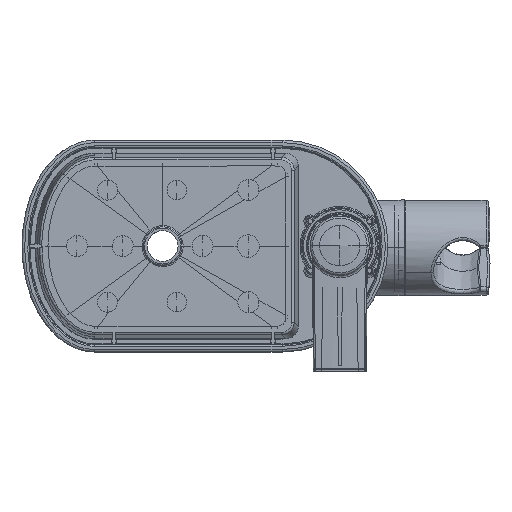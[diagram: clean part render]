
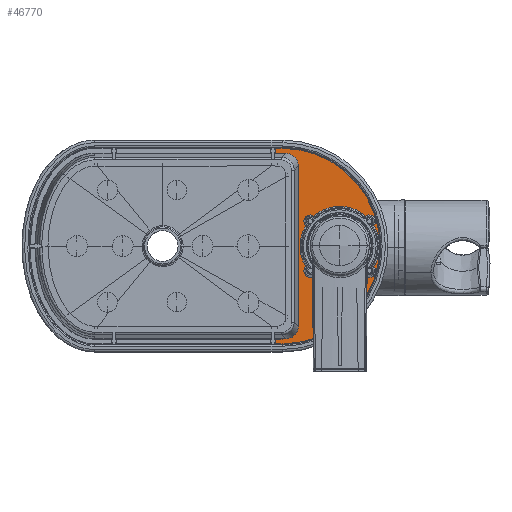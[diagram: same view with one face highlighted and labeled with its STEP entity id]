
A CAD part, top view. The second image highlights one B-rep face of the part: STEP entity #46770.
In plain terms, the highlighted planar face has unit normal (0, 0, 1).
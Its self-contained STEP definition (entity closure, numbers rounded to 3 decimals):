
#20514=CARTESIAN_POINT('',(-15.,-26.,-59.7));
#20515=DIRECTION('',(0.,0.,1.));
#20516=DIRECTION('',(0.5,-0.866,0.));
#20517=AXIS2_PLACEMENT_3D('',#20514,#20515,#20516);
#20519=DIRECTION('',(1.,0.,0.));
#20520=VECTOR('',#20519,4.397);
#20521=CARTESIAN_POINT('',(-14.468,-25.153,-59.7));
#20522=LINE('',#20521,#20520);
#20523=DIRECTION('',(0.,1.,0.));
#20524=VECTOR('',#20523,62.459);
#20525=CARTESIAN_POINT('',(-5.147,-20.229,-59.7));
#20526=LINE('',#20525,#20524);
#20527=DIRECTION('',(-1.,0.,0.));
#20528=VECTOR('',#20527,4.397);
#20529=CARTESIAN_POINT('',(-10.071,47.153,-59.7));
#20530=LINE('',#20529,#20528);
#20531=CARTESIAN_POINT('',(-15.,48.,-59.7));
#20532=DIRECTION('',(0.,0.,1.));
#20533=DIRECTION('',(0.532,-0.847,0.));
#20534=AXIS2_PLACEMENT_3D('',#20531,#20532,#20533);
#20536=DIRECTION('',(0.,1.,0.));
#20537=VECTOR('',#20536,0.219);
#20538=CARTESIAN_POINT('',(-14.5,48.866,-59.7));
#20539=LINE('',#20538,#20537);
#20540=CARTESIAN_POINT('',(-11.5,11.,-59.7));
#20541=DIRECTION('',(0.,0.,-1.));
#20542=DIRECTION('',(0.,1.,0.));
#20543=AXIS2_PLACEMENT_3D('',#20540,#20541,#20542);
#20545=CARTESIAN_POINT('',(11.,11.,-59.7));
#20546=DIRECTION('',(0.,0.,1.));
#20547=DIRECTION('',(-0.654,-0.757,0.));
#20548=AXIS2_PLACEMENT_3D('',#20545,#20546,#20547);
#20550=CARTESIAN_POINT('',(22.491,1.358,-59.7));
#20551=DIRECTION('',(0.,0.,1.));
#20552=DIRECTION('',(-0.548,-0.836,0.));
#20553=AXIS2_PLACEMENT_3D('',#20550,#20551,#20552);
#20555=CARTESIAN_POINT('',(11.,11.,-59.7));
#20556=DIRECTION('',(0.,0.,1.));
#20557=DIRECTION('',(0.859,-0.512,0.));
#20558=AXIS2_PLACEMENT_3D('',#20555,#20556,#20557);
#20560=CARTESIAN_POINT('',(22.491,20.642,-59.7));
#20561=DIRECTION('',(0.,0.,1.));
#20562=DIRECTION('',(0.729,-0.685,0.));
#20563=AXIS2_PLACEMENT_3D('',#20560,#20561,#20562);
#20565=CARTESIAN_POINT('',(11.,11.,-59.7));
#20566=DIRECTION('',(0.,0.,1.));
#20567=DIRECTION('',(0.654,0.757,0.));
#20568=AXIS2_PLACEMENT_3D('',#20565,#20566,#20567);
#20570=CARTESIAN_POINT('',(-0.491,20.642,-59.7));
#20571=DIRECTION('',(0.,0.,1.));
#20572=DIRECTION('',(0.548,0.836,0.));
#20573=AXIS2_PLACEMENT_3D('',#20570,#20571,#20572);
#20575=CARTESIAN_POINT('',(11.,11.,-59.7));
#20576=DIRECTION('',(0.,0.,1.));
#20577=DIRECTION('',(-0.859,0.512,0.));
#20578=AXIS2_PLACEMENT_3D('',#20575,#20576,#20577);
#20580=CARTESIAN_POINT('',(-0.491,1.358,-59.7));
#20581=DIRECTION('',(0.,0.,1.));
#20582=DIRECTION('',(-0.729,0.685,0.));
#20583=AXIS2_PLACEMENT_3D('',#20580,#20581,#20582);
#20585=DIRECTION('',(0.,-1.,0.));
#20586=VECTOR('',#20585,0.219);
#20587=CARTESIAN_POINT('',(-14.5,-26.866,-59.7));
#20588=LINE('',#20587,#20586);
#20606=DIRECTION('',(1.,0.,0.));
#20607=VECTOR('',#20606,3.);
#20608=CARTESIAN_POINT('',(-14.5,-27.085,-59.7));
#20609=LINE('',#20608,#20607);
#20610=CARTESIAN_POINT('',(-11.5,11.,-59.7));
#20611=DIRECTION('',(0.,0.,1.));
#20612=DIRECTION('',(0.,-1.,0.));
#20613=AXIS2_PLACEMENT_3D('',#20610,#20611,#20612);
#20644=DIRECTION('',(-1.,0.,0.));
#20645=VECTOR('',#20644,3.);
#20646=CARTESIAN_POINT('',(-11.5,49.085,-59.7));
#20647=LINE('',#20646,#20645);
#21115=CARTESIAN_POINT('',(-10.071,47.153,-59.7));
#21116=CARTESIAN_POINT('',(-9.66,47.153,-59.7));
#21117=CARTESIAN_POINT('',(-8.934,47.059,-59.7));
#21118=CARTESIAN_POINT('',(-8.017,46.745,-59.7));
#21119=CARTESIAN_POINT('',(-7.232,46.299,-59.7));
#21120=CARTESIAN_POINT('',(-6.562,45.738,-59.7));
#21121=CARTESIAN_POINT('',(-6.001,45.068,-59.7));
#21122=CARTESIAN_POINT('',(-5.555,44.283,-59.7));
#21123=CARTESIAN_POINT('',(-5.241,43.366,-59.7));
#21124=CARTESIAN_POINT('',(-5.147,42.64,-59.7));
#21125=CARTESIAN_POINT('',(-5.147,42.229,-59.7));
#21166=CARTESIAN_POINT('',(-5.147,-20.229,-59.7));
#21167=CARTESIAN_POINT('',(-5.147,-20.64,-59.7));
#21168=CARTESIAN_POINT('',(-5.241,-21.366,-59.7));
#21169=CARTESIAN_POINT('',(-5.555,-22.283,-59.7));
#21170=CARTESIAN_POINT('',(-6.001,-23.068,-59.7));
#21171=CARTESIAN_POINT('',(-6.562,-23.738,-59.7));
#21172=CARTESIAN_POINT('',(-7.232,-24.299,-59.7));
#21173=CARTESIAN_POINT('',(-8.017,-24.745,-59.7));
#21174=CARTESIAN_POINT('',(-8.934,-25.059,-59.7));
#21175=CARTESIAN_POINT('',(-9.66,-25.153,-59.7));
#21176=CARTESIAN_POINT('',(-10.071,-25.153,-59.7));
#23057=CARTESIAN_POINT('',(0.872,22.722,-59.7));
#23058=CARTESIAN_POINT('',(-2.303,18.938,-59.7));
#23059=VERTEX_POINT('',#23057);
#23060=VERTEX_POINT('',#23058);
#23117=CARTESIAN_POINT('',(-14.5,-26.866,-59.7));
#23118=CARTESIAN_POINT('',(-14.5,-27.085,-59.7));
#23119=VERTEX_POINT('',#23117);
#23120=VERTEX_POINT('',#23118);
#23121=CARTESIAN_POINT('',(-14.468,-25.153,-59.7));
#23122=VERTEX_POINT('',#23121);
#23123=CARTESIAN_POINT('',(-10.071,-25.153,-59.7));
#23124=VERTEX_POINT('',#23123);
#23125=VERTEX_POINT('',#21166);
#23126=CARTESIAN_POINT('',(-5.147,42.229,-59.7));
#23127=VERTEX_POINT('',#23126);
#23128=VERTEX_POINT('',#21115);
#23129=CARTESIAN_POINT('',(-14.468,47.153,-59.7));
#23130=VERTEX_POINT('',#23129);
#23131=CARTESIAN_POINT('',(-14.5,48.866,-59.7));
#23132=VERTEX_POINT('',#23131);
#23133=CARTESIAN_POINT('',(-14.5,49.085,-59.7));
#23134=VERTEX_POINT('',#23133);
#23135=CARTESIAN_POINT('',(-11.5,49.085,-59.7));
#23136=VERTEX_POINT('',#23135);
#23137=CARTESIAN_POINT('',(-11.132,-27.083,-59.7));
#23138=VERTEX_POINT('',#23137);
#23139=CARTESIAN_POINT('',(-11.5,-27.085,-59.7));
#23140=VERTEX_POINT('',#23139);
#23141=CARTESIAN_POINT('',(0.872,-0.722,-59.7));
#23142=CARTESIAN_POINT('',(21.128,-0.722,-59.7));
#23143=VERTEX_POINT('',#23141);
#23144=VERTEX_POINT('',#23142);
#23145=CARTESIAN_POINT('',(24.303,3.062,-59.7));
#23146=VERTEX_POINT('',#23145);
#23147=CARTESIAN_POINT('',(24.303,18.938,-59.7));
#23148=VERTEX_POINT('',#23147);
#23149=CARTESIAN_POINT('',(21.128,22.722,-59.7));
#23150=VERTEX_POINT('',#23149);
#23151=CARTESIAN_POINT('',(-2.303,3.062,-59.7));
#23152=VERTEX_POINT('',#23151);
#46720=CARTESIAN_POINT('',(-41.5,-38.2,-59.7));
#46721=DIRECTION('',(0.,0.,1.));
#46722=DIRECTION('',(1.,0.,0.));
#46723=AXIS2_PLACEMENT_3D('',#46720,#46721,#46722);
#46724=PLANE('',#46723);
#46726=ORIENTED_EDGE('',*,*,#46725,.F.);
#46728=ORIENTED_EDGE('',*,*,#46727,.T.);
#46730=ORIENTED_EDGE('',*,*,#46729,.T.);
#46732=ORIENTED_EDGE('',*,*,#46731,.F.);
#46734=ORIENTED_EDGE('',*,*,#46733,.T.);
#46736=ORIENTED_EDGE('',*,*,#46735,.F.);
#46738=ORIENTED_EDGE('',*,*,#46737,.T.);
#46740=ORIENTED_EDGE('',*,*,#46739,.T.);
#46742=ORIENTED_EDGE('',*,*,#46741,.T.);
#46744=ORIENTED_EDGE('',*,*,#46743,.F.);
#46746=ORIENTED_EDGE('',*,*,#46745,.T.);
#46748=ORIENTED_EDGE('',*,*,#46747,.F.);
#46750=ORIENTED_EDGE('',*,*,#46749,.F.);
#46751=EDGE_LOOP('',(#46726,#46728,#46730,#46732,#46734,#46736,#46738,#46740,
#46742,#46744,#46746,#46748,#46750));
#46752=FACE_OUTER_BOUND('',#46751,.F.);
#46754=ORIENTED_EDGE('',*,*,#46753,.T.);
#46756=ORIENTED_EDGE('',*,*,#46755,.T.);
#46758=ORIENTED_EDGE('',*,*,#46757,.T.);
#46760=ORIENTED_EDGE('',*,*,#46759,.T.);
#46762=ORIENTED_EDGE('',*,*,#46761,.T.);
#46764=ORIENTED_EDGE('',*,*,#46763,.T.);
#46766=ORIENTED_EDGE('',*,*,#46765,.T.);
#46767=ORIENTED_EDGE('',*,*,#46701,.T.);
#46768=EDGE_LOOP('',(#46754,#46756,#46758,#46760,#46762,#46764,#46766,#46767));
#46769=FACE_BOUND('',#46768,.F.);
#46770=ADVANCED_FACE('',(#46752,#46769),#46724,.T.);
#20518=CIRCLE('',#20517,1.);
#20535=CIRCLE('',#20534,1.);
#20544=CIRCLE('',#20543,38.085);
#20549=CIRCLE('',#20548,15.491);
#20554=CIRCLE('',#20553,2.487);
#20559=CIRCLE('',#20558,15.491);
#20564=CIRCLE('',#20563,2.487);
#20569=CIRCLE('',#20568,15.491);
#20574=CIRCLE('',#20573,2.487);
#20579=CIRCLE('',#20578,15.491);
#20584=CIRCLE('',#20583,2.487);
#20614=CIRCLE('',#20613,38.085);
#21126=B_SPLINE_CURVE_WITH_KNOTS('',3,(#21115,#21116,#21117,#21118,#21119,
#21120,#21121,#21122,#21123,#21124,#21125),.UNSPECIFIED.,.F.,.F.,(4,1,1,1,1,1,1,
1,4),(0.,0.125,0.25,0.375,0.5,0.625,0.75,0.875,1.),
.UNSPECIFIED.);
#21177=B_SPLINE_CURVE_WITH_KNOTS('',3,(#21166,#21167,#21168,#21169,#21170,
#21171,#21172,#21173,#21174,#21175,#21176),.UNSPECIFIED.,.F.,.F.,(4,1,1,1,1,1,1,
1,4),(0.,0.125,0.25,0.375,0.5,0.625,0.75,0.875,1.),
.UNSPECIFIED.);
#46701=EDGE_CURVE('',#23152,#23143,#20584,.T.);
#46725=EDGE_CURVE('',#23119,#23120,#20588,.T.);
#46727=EDGE_CURVE('',#23119,#23122,#20518,.T.);
#46729=EDGE_CURVE('',#23122,#23124,#20522,.T.);
#46731=EDGE_CURVE('',#23125,#23124,#21177,.T.);
#46733=EDGE_CURVE('',#23125,#23127,#20526,.T.);
#46735=EDGE_CURVE('',#23128,#23127,#21126,.T.);
#46737=EDGE_CURVE('',#23128,#23130,#20530,.T.);
#46739=EDGE_CURVE('',#23130,#23132,#20535,.T.);
#46741=EDGE_CURVE('',#23132,#23134,#20539,.T.);
#46743=EDGE_CURVE('',#23136,#23134,#20647,.T.);
#46745=EDGE_CURVE('',#23136,#23138,#20544,.T.);
#46747=EDGE_CURVE('',#23140,#23138,#20614,.T.);
#46749=EDGE_CURVE('',#23120,#23140,#20609,.T.);
#46753=EDGE_CURVE('',#23143,#23144,#20549,.T.);
#46755=EDGE_CURVE('',#23144,#23146,#20554,.T.);
#46757=EDGE_CURVE('',#23146,#23148,#20559,.T.);
#46759=EDGE_CURVE('',#23148,#23150,#20564,.T.);
#46761=EDGE_CURVE('',#23150,#23059,#20569,.T.);
#46763=EDGE_CURVE('',#23059,#23060,#20574,.T.);
#46765=EDGE_CURVE('',#23060,#23152,#20579,.T.);
